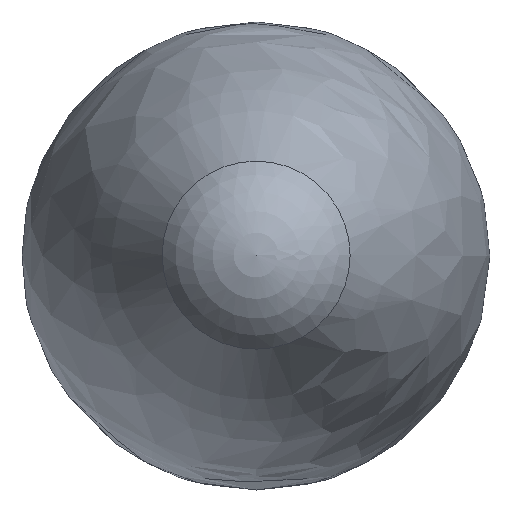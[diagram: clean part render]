
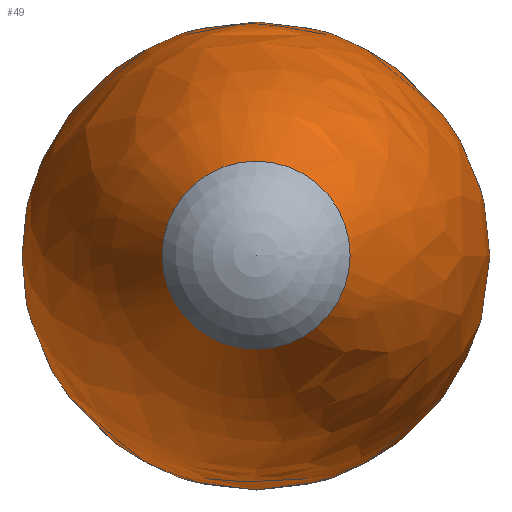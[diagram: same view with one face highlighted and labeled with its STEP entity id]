
A CAD part, top view. The second image highlights one B-rep face of the part: STEP entity #49.
In plain terms, the highlighted free-form (B-spline) face has degree [3, 3] with [4, 7] control points.
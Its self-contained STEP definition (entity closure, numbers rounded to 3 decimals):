
#49 = ADVANCED_FACE( '', ( #102, #103 ), #104, .T. );
#102 = FACE_OUTER_BOUND( '', #152, .T. );
#103 = FACE_OUTER_BOUND( '', #153, .T. );
#104 = ( BOUNDED_SURFACE(  )B_SPLINE_SURFACE( 3, 3, ( ( #156, #157, #158, #159, #160, #161, #162 ), ( #163, #164, #165, #166, #167, #168, #169 ), ( #170, #171, #172, #173, #174, #175, #176 ), ( #177, #178, #179, #180, #181, #182, #183 ) ), .UNSPECIFIED., .F., .T., .F. )B_SPLINE_SURFACE_WITH_KNOTS( ( 4, 4 ), ( 4, 3, 4 ), ( 0., 6.283 ), ( -0.469, 0.035, 0.538 ), .UNSPECIFIED. )GEOMETRIC_REPRESENTATION_ITEM(  )RATIONAL_B_SPLINE_SURFACE( ( ( 1., 0.333, 0.333, 1., 0.333, 0.333, 1. ), ( 0.917, 0.306, 0.306, 0.917, 0.306, 0.306, 0.917 ), ( 0.917, 0.306, 0.306, 0.917, 0.306, 0.306, 0.917 ), ( 1., 0.333, 0.333, 1., 0.333, 0.333, 1. ) ) )REPRESENTATION_ITEM( '' )SURFACE(  ) );
#152 = EDGE_LOOP( '', ( #244 ) );
#153 = EDGE_LOOP( '', ( #245 ) );
#156 = CARTESIAN_POINT( '', ( 6.01, 0., 61.589 ) );
#157 = CARTESIAN_POINT( '', ( 6.01, 12.02, 61.589 ) );
#158 = CARTESIAN_POINT( '', ( -6.01, 12.02, 61.589 ) );
#159 = CARTESIAN_POINT( '', ( -6.01, 0., 61.589 ) );
#160 = CARTESIAN_POINT( '', ( -6.01, -12.02, 61.589 ) );
#161 = CARTESIAN_POINT( '', ( 6.01, -12.02, 61.589 ) );
#162 = CARTESIAN_POINT( '', ( 6.01, 0., 61.589 ) );
#163 = CARTESIAN_POINT( '', ( 17.441, 0., 42.446 ) );
#164 = CARTESIAN_POINT( '', ( 17.441, 34.882, 42.446 ) );
#165 = CARTESIAN_POINT( '', ( -17.441, 34.882, 42.446 ) );
#166 = CARTESIAN_POINT( '', ( -17.441, 0., 42.446 ) );
#167 = CARTESIAN_POINT( '', ( -17.441, -34.882, 42.446 ) );
#168 = CARTESIAN_POINT( '', ( 17.441, -34.882, 42.446 ) );
#169 = CARTESIAN_POINT( '', ( 17.441, 0., 42.446 ) );
#170 = CARTESIAN_POINT( '', ( 18.215, 0., 20.164 ) );
#171 = CARTESIAN_POINT( '', ( 18.215, 36.43, 20.164 ) );
#172 = CARTESIAN_POINT( '', ( -18.215, 36.43, 20.164 ) );
#173 = CARTESIAN_POINT( '', ( -18.215, 0., 20.164 ) );
#174 = CARTESIAN_POINT( '', ( -18.215, -36.43, 20.164 ) );
#175 = CARTESIAN_POINT( '', ( 18.215, -36.43, 20.164 ) );
#176 = CARTESIAN_POINT( '', ( 18.215, 0., 20.164 ) );
#177 = CARTESIAN_POINT( '', ( 8.14, 0., 0.274 ) );
#178 = CARTESIAN_POINT( '', ( 8.14, 16.279, 0.274 ) );
#179 = CARTESIAN_POINT( '', ( -8.14, 16.279, 0.274 ) );
#180 = CARTESIAN_POINT( '', ( -8.14, 0., 0.274 ) );
#181 = CARTESIAN_POINT( '', ( -8.14, -16.279, 0.274 ) );
#182 = CARTESIAN_POINT( '', ( 8.14, -16.279, 0.274 ) );
#183 = CARTESIAN_POINT( '', ( 8.14, 0., 0.274 ) );
#244 = ORIENTED_EDGE( '', *, *, #270, .T. );
#245 = ORIENTED_EDGE( '', *, *, #281, .F. );
#270 = EDGE_CURVE( '', #296, #296, #297, .T. );
#281 = EDGE_CURVE( '', #311, #311, #312, .T. );
#296 = VERTEX_POINT( '', #327 );
#297 = CIRCLE( '', #328, 8.14 );
#311 = VERTEX_POINT( '', #342 );
#312 = CIRCLE( '', #343, 6.01 );
#327 = CARTESIAN_POINT( '', ( 8.14, 0., 0.274 ) );
#328 = AXIS2_PLACEMENT_3D( '', #359, #360, #361 );
#342 = CARTESIAN_POINT( '', ( 6.01, 0., 61.589 ) );
#343 = AXIS2_PLACEMENT_3D( '', #374, #375, #376 );
#359 = CARTESIAN_POINT( '', ( 0., 0., 0.274 ) );
#360 = DIRECTION( '', ( 0., 0., 1. ) );
#361 = DIRECTION( '', ( 1., 0., 0. ) );
#374 = CARTESIAN_POINT( '', ( 0., 0., 61.589 ) );
#375 = DIRECTION( '', ( 0., 0., 1. ) );
#376 = DIRECTION( '', ( 1., 0., 0. ) );
